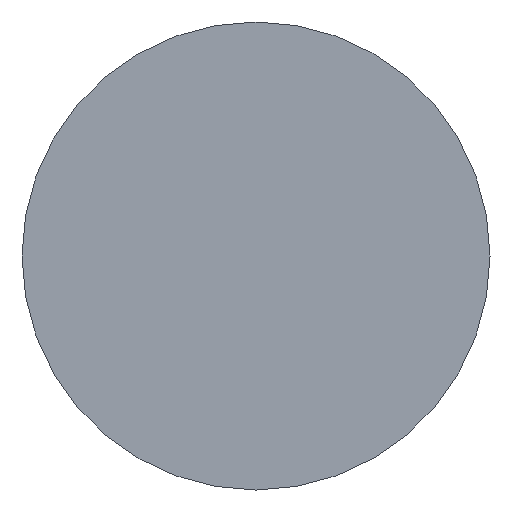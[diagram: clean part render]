
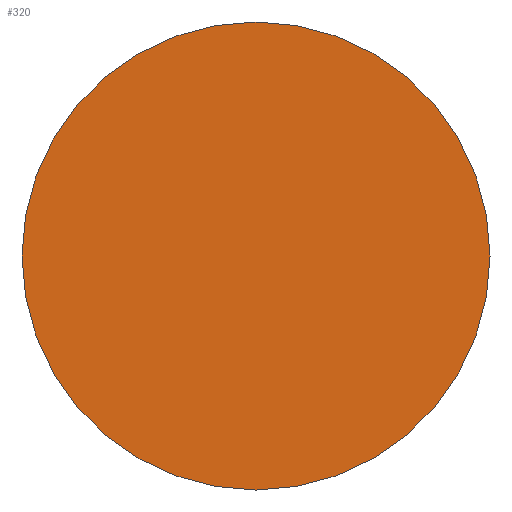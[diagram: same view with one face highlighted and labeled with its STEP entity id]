
A CAD part, front view. The second image highlights one B-rep face of the part: STEP entity #320.
In plain terms, the highlighted planar face has unit normal (0, -1, 0).
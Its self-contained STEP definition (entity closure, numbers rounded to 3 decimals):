
#256=EDGE_CURVE('',#274,#410,#575,.T.);
#274=VERTEX_POINT('',#596);
#316=EDGE_CURVE('',#410,#274,#647,.T.);
#320=ADVANCED_FACE('',(#651),#652,.T.);
#410=VERTEX_POINT('',#756);
#575=CIRCLE('',#952,37.5);
#596=CARTESIAN_POINT('',(-37.5,-50.0,0.0));
#647=CIRCLE('',#1039,37.5);
#651=FACE_OUTER_BOUND('',#1043,.T.);
#652=PLANE('',#1044);
#756=CARTESIAN_POINT('',(37.5,-50.0,0.));
#952=AXIS2_PLACEMENT_3D('',#1372,#1373,#1374);
#1039=AXIS2_PLACEMENT_3D('',#1480,#1481,#1482);
#1043=EDGE_LOOP('',(#1484,#1485));
#1044=AXIS2_PLACEMENT_3D('',#1486,#1487,#1488);
#1372=CARTESIAN_POINT('',(0.,-50.0,0.0));
#1373=DIRECTION('',(0.,-1.0,0.0));
#1374=DIRECTION('',(-1.0,0.,0.0));
#1480=CARTESIAN_POINT('',(0.,-50.0,0.0));
#1481=DIRECTION('',(0.,-1.0,0.0));
#1482=DIRECTION('',(-1.0,0.,0.0));
#1484=ORIENTED_EDGE('',*,*,#256,.T.);
#1485=ORIENTED_EDGE('',*,*,#316,.T.);
#1486=CARTESIAN_POINT('',(0.,-50.0,0.0));
#1487=DIRECTION('',(0.,-1.0,0.0));
#1488=DIRECTION('',(-1.0,0.,0.0));
